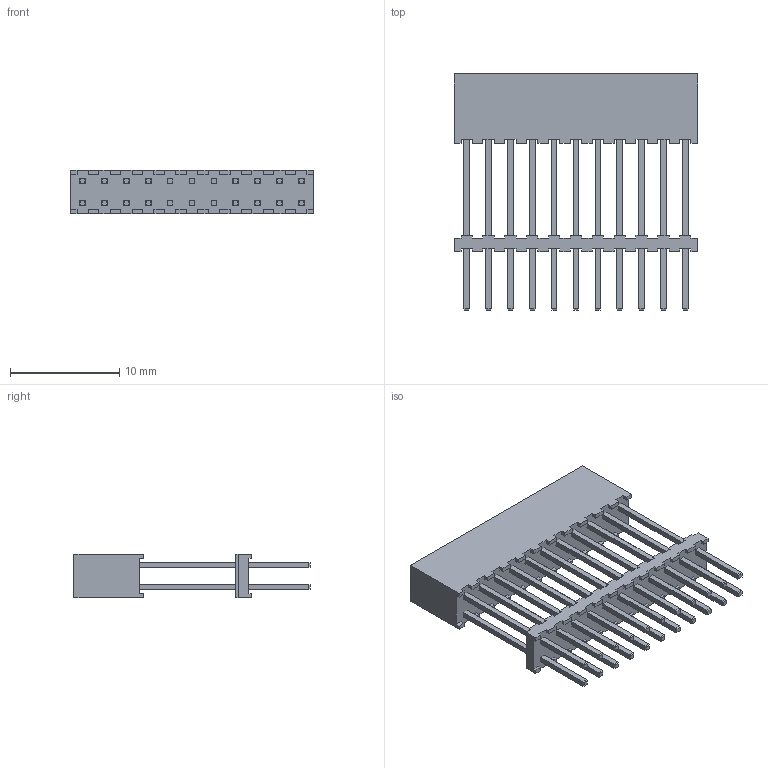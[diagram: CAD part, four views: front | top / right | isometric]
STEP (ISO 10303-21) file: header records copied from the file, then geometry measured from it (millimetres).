
FILE_DESCRIPTION(/* description */ ('STEP AP214'),/* implementation_level */ '2;1');
FILE_NAME(/* name */ 'ESQT-111-02-F-D-640',/* time_stamp */ '2023-10-26T11:20:42+02:00',/* author */ ('License CC BY-ND 4.0'),/* organization */ ('CADENAS'),/* preprocessor_version */ 'ST-DEVELOPER v19.3',/* originating_system */ 'PARTsolutions',/* authorisation */ ' ');
FILE_SCHEMA (('AUTOMOTIVE_DESIGN {1 0 10303 214 3 1 1}'));
Length unit declared in the file: inch
Products named in the file (5): ESQT-111-02-F-D-640; ESQT-111-02-F-D-640_BS; ESQT-111-02-F-D-6402_P; ESQT-111-02-F-D-640_P; ESQT-111-02-F-D-640_S
Assembly tree (4 placements, depth 2):
  ESQT-111-02-F-D-640
    ESQT-111-02-F-D-640_BS
    ESQT-111-02-F-D-6402_P
    ESQT-111-02-F-D-640_P
    ESQT-111-02-F-D-640_S
Bounding box: 22.3 x 21.59 x 4 mm (x, y, z)
Volume: 708.8 mm3; surface area: 2250.6 mm2
Topology: 4 solids, 4 shells, 890 faces, 2360 edges, 1544 vertices
Faces by surface type: plane 868, cylinder 22
Entity records: 27143 total; most frequent: CARTESIAN_POINT 4799, ORIENTED_EDGE 4720, DIRECTION 4194, EDGE_CURVE 2360, LINE 2316, VECTOR 2316, VERTEX_POINT 1544, EDGE_LOOP 1000
